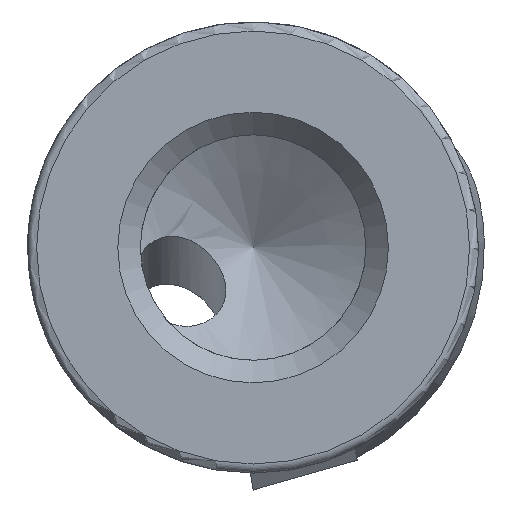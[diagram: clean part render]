
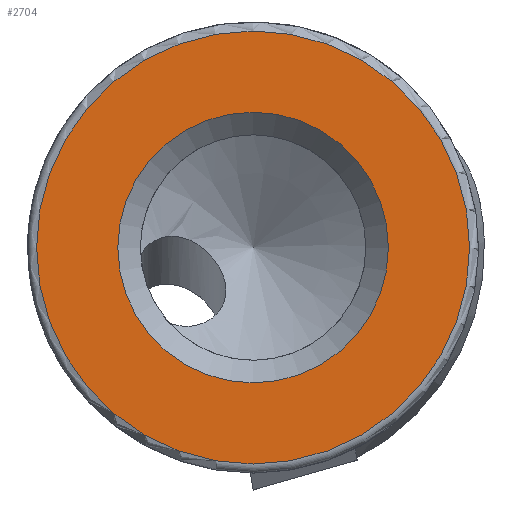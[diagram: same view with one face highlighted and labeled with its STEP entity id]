
A CAD part, left-side view. The second image highlights one B-rep face of the part: STEP entity #2704.
In plain terms, the highlighted planar face has unit normal (-1, 0, 0).
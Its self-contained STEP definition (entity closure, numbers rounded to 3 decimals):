
#76 = EDGE_CURVE ( 'NONE', #758, #758, #3012, .T. ) ;
#132 = DIRECTION ( 'NONE',  ( 0., 0., -1. ) ) ;
#324 = DIRECTION ( 'NONE',  ( 0., 0., -1. ) ) ;
#350 = CARTESIAN_POINT ( 'NONE',  ( -23., 0., 0.375 ) ) ;
#459 = AXIS2_PLACEMENT_3D ( 'NONE', #350, #2625, #324 ) ;
#618 = DIRECTION ( 'NONE',  ( 0., 0., 1. ) ) ;
#730 = CIRCLE ( 'NONE', #1652, 3. ) ;
#758 = VERTEX_POINT ( 'NONE', #2169 ) ;
#1146 = DIRECTION ( 'NONE',  ( -1., 0., 0. ) ) ;
#1225 = EDGE_CURVE ( 'NONE', #2956, #2956, #730, .T. ) ;
#1330 = FACE_OUTER_BOUND ( 'NONE', #1626, .T. ) ;
#1626 = EDGE_LOOP ( 'NONE', ( #3213 ) ) ;
#1652 = AXIS2_PLACEMENT_3D ( 'NONE', #1891, #1146, #618 ) ;
#1775 = EDGE_LOOP ( 'NONE', ( #1896 ) ) ;
#1891 = CARTESIAN_POINT ( 'NONE',  ( -23., 0., 5.375 ) ) ;
#1896 = ORIENTED_EDGE ( 'NONE', *, *, #1225, .F. ) ;
#2169 = CARTESIAN_POINT ( 'NONE',  ( -23., 0., 0.575 ) ) ;
#2625 = DIRECTION ( 'NONE',  ( 1., 0., 0. ) ) ;
#2658 = CARTESIAN_POINT ( 'NONE',  ( -23., 0., 5.375 ) ) ;
#2704 = ADVANCED_FACE ( 'NONE', ( #1330, #3073 ), #2833, .F. ) ;
#2833 = PLANE ( 'NONE',  #459 ) ;
#2899 = DIRECTION ( 'NONE',  ( -1., 0., 0. ) ) ;
#2914 = AXIS2_PLACEMENT_3D ( 'NONE', #2658, #2899, #132 ) ;
#2956 = VERTEX_POINT ( 'NONE', #3180 ) ;
#3012 = CIRCLE ( 'NONE', #2914, 4.8 ) ;
#3073 = FACE_BOUND ( 'NONE', #1775, .T. ) ;
#3180 = CARTESIAN_POINT ( 'NONE',  ( -23., 0., 8.375 ) ) ;
#3213 = ORIENTED_EDGE ( 'NONE', *, *, #76, .T. ) ;
